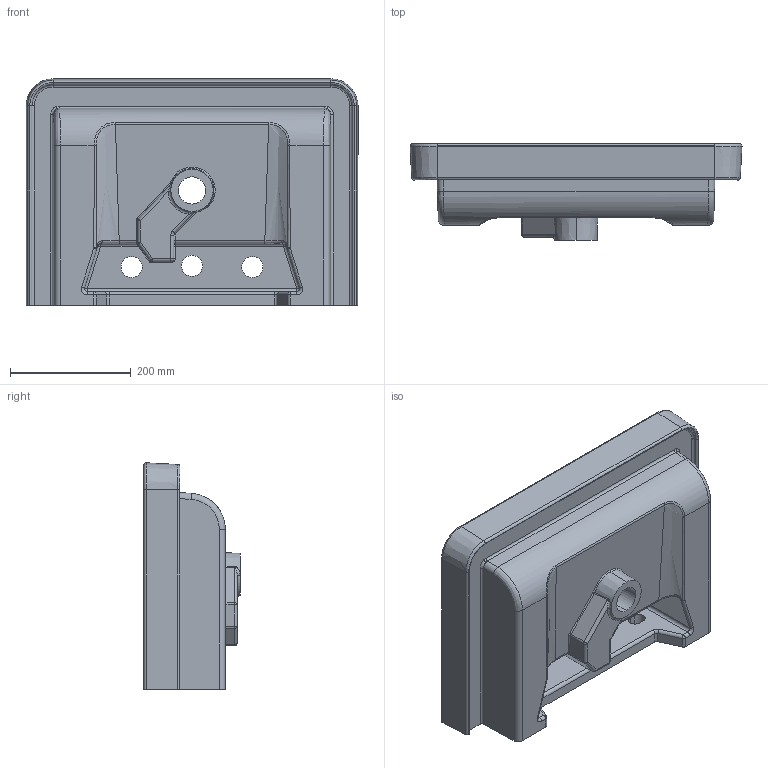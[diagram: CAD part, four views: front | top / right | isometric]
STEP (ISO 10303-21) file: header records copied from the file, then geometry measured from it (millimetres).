
FILE_DESCRIPTION (( 'STEP AP214' ), '1' );
FILE_NAME ('HY055B.3TH_STEP_V10424.STEP', '2024-04-08T14:03:25', ( '' ), ( '' ), 'SwSTEP 2.0', 'SolidWorks 2019', '' );
FILE_SCHEMA (( 'AUTOMOTIVE_DESIGN' ));
Length unit declared in the file: millimetre
Products named in the file (1): HY055B.3TH_STEP_V10424
Bounding box: 549.57 x 160 x 374.78 mm (x, y, z)
Volume: 9077103.7 mm3; surface area: 798198.7 mm2
Topology: 1 solids, 1 shells, 208 faces, 524 edges, 306 vertices
Faces by surface type: cylinder 84, bspline 41, plane 36, torus 29, sphere 12, cone 6
Entity records: 9751 total; most frequent: CARTESIAN_POINT 4995, ORIENTED_EDGE 1024, DIRECTION 984, EDGE_CURVE 512, AXIS2_PLACEMENT_3D 402, VERTEX_POINT 306, CIRCLE 234, EDGE_LOOP 222
